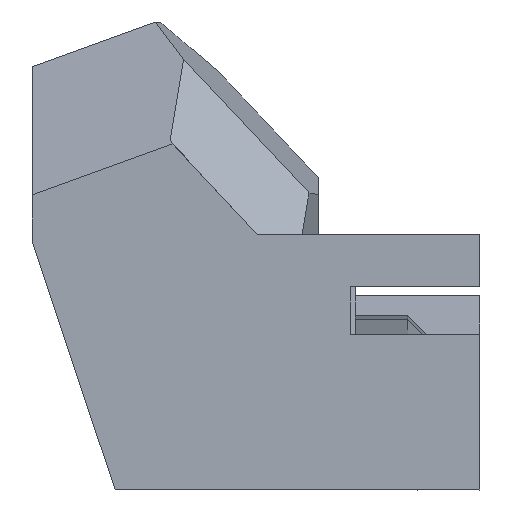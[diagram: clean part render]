
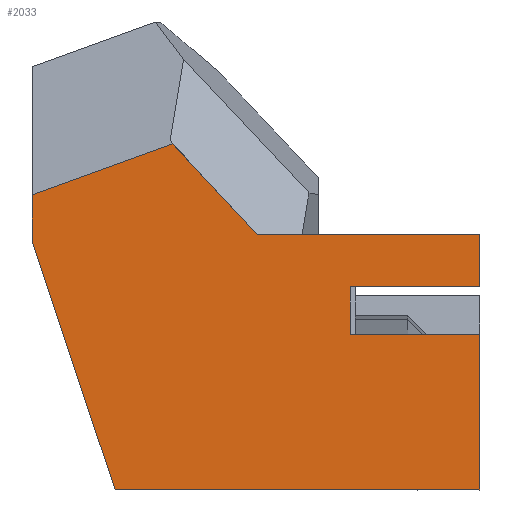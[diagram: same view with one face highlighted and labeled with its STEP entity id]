
A CAD part, front view. The second image highlights one B-rep face of the part: STEP entity #2033.
In plain terms, the highlighted planar face has unit normal (0, -1, 0).
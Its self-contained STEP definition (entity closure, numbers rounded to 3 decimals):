
#1628 = VERTEX_POINT('',#1629);
#1629 = CARTESIAN_POINT('',(-4.125,-107.529,
    -25.511));
#1635 = EDGE_CURVE('',#1636,#1628,#1638,.T.);
#1636 = VERTEX_POINT('',#1637);
#1637 = CARTESIAN_POINT('',(-18.796,-107.529,
    -25.511));
#1638 = LINE('',#1639,#1640);
#1639 = CARTESIAN_POINT('',(-8.65,-107.529,
    -25.511));
#1640 = VECTOR('',#1641,1.);
#1641 = DIRECTION('',(1.,0.,0.));
#1837 = VERTEX_POINT('',#1838);
#1838 = CARTESIAN_POINT('',(-13.073,-107.529,
    -15.24));
#1844 = EDGE_CURVE('',#1845,#1837,#1847,.T.);
#1845 = VERTEX_POINT('',#1846);
#1846 = CARTESIAN_POINT('',(-4.125,-107.529,
    -15.24));
#1847 = LINE('',#1848,#1849);
#1848 = CARTESIAN_POINT('',(-17.7,-107.529,
    -15.24));
#1849 = VECTOR('',#1850,1.);
#1850 = DIRECTION('',(-1.,0.,0.));
#1984 = VERTEX_POINT('',#1985);
#1985 = CARTESIAN_POINT('',(-4.125,-107.529,
    -19.24));
#1991 = EDGE_CURVE('',#1628,#1984,#1992,.T.);
#1992 = LINE('',#1993,#1994);
#1993 = CARTESIAN_POINT('',(-4.125,-107.529,
    -19.808));
#1994 = VECTOR('',#1995,1.);
#1995 = DIRECTION('',(0.,0.,1.));
#2007 = VERTEX_POINT('',#2008);
#2008 = CARTESIAN_POINT('',(-16.474,-107.529,
    -11.581));
#2016 = EDGE_CURVE('',#1837,#2007,#2017,.T.);
#2017 = LINE('',#2018,#2019);
#2018 = CARTESIAN_POINT('',(-16.417,-107.529,
    -11.641));
#2019 = VECTOR('',#2020,1.);
#2020 = DIRECTION('',(-0.681,0.,0.733));
#2033 = ADVANCED_FACE('',(#2034),#2092,.F.);
#2034 = FACE_BOUND('',#2035,.T.);
#2035 = EDGE_LOOP('',(#2036,#2044,#2052,#2058,#2059,#2060,#2068,#2076,
    #2084,#2090,#2091));
#2036 = ORIENTED_EDGE('',*,*,#2037,.F.);
#2037 = EDGE_CURVE('',#2038,#2007,#2040,.T.);
#2038 = VERTEX_POINT('',#2039);
#2039 = CARTESIAN_POINT('',(-22.125,-107.529,
    -13.632));
#2040 = LINE('',#2041,#2042);
#2041 = CARTESIAN_POINT('',(-15.693,-107.529,
    -11.298));
#2042 = VECTOR('',#2043,1.);
#2043 = DIRECTION('',(0.94,0.,0.341));
#2044 = ORIENTED_EDGE('',*,*,#2045,.T.);
#2045 = EDGE_CURVE('',#2038,#2046,#2048,.T.);
#2046 = VERTEX_POINT('',#2047);
#2047 = CARTESIAN_POINT('',(-22.125,-107.529,
    -15.54));
#2048 = LINE('',#2049,#2050);
#2049 = CARTESIAN_POINT('',(-22.125,-107.529,
    -23.433));
#2050 = VECTOR('',#2051,1.);
#2051 = DIRECTION('',(0.,0.,-1.));
#2052 = ORIENTED_EDGE('',*,*,#2053,.T.);
#2053 = EDGE_CURVE('',#2046,#1636,#2054,.T.);
#2054 = LINE('',#2055,#2056);
#2055 = CARTESIAN_POINT('',(-19.286,-107.529,
    -24.045));
#2056 = VECTOR('',#2057,1.);
#2057 = DIRECTION('',(0.317,0.,-0.949));
#2058 = ORIENTED_EDGE('',*,*,#1635,.T.);
#2059 = ORIENTED_EDGE('',*,*,#1991,.T.);
#2060 = ORIENTED_EDGE('',*,*,#2061,.T.);
#2061 = EDGE_CURVE('',#1984,#2062,#2064,.T.);
#2062 = VERTEX_POINT('',#2063);
#2063 = CARTESIAN_POINT('',(-9.325,-107.529,
    -19.24));
#2064 = LINE('',#2065,#2066);
#2065 = CARTESIAN_POINT('',(-11.25,-107.529,
    -19.24));
#2066 = VECTOR('',#2067,1.);
#2067 = DIRECTION('',(-1.,0.,0.));
#2068 = ORIENTED_EDGE('',*,*,#2069,.T.);
#2069 = EDGE_CURVE('',#2062,#2070,#2072,.T.);
#2070 = VERTEX_POINT('',#2071);
#2071 = CARTESIAN_POINT('',(-9.325,-107.529,
    -17.34));
#2072 = LINE('',#2073,#2074);
#2073 = CARTESIAN_POINT('',(-9.325,-107.529,
    -18.858));
#2074 = VECTOR('',#2075,1.);
#2075 = DIRECTION('',(0.,0.,1.));
#2076 = ORIENTED_EDGE('',*,*,#2077,.T.);
#2077 = EDGE_CURVE('',#2070,#2078,#2080,.T.);
#2078 = VERTEX_POINT('',#2079);
#2079 = CARTESIAN_POINT('',(-4.125,-107.529,
    -17.34));
#2080 = LINE('',#2081,#2082);
#2081 = CARTESIAN_POINT('',(-8.65,-107.529,
    -17.34));
#2082 = VECTOR('',#2083,1.);
#2083 = DIRECTION('',(1.,0.,0.));
#2084 = ORIENTED_EDGE('',*,*,#2085,.T.);
#2085 = EDGE_CURVE('',#2078,#1845,#2086,.T.);
#2086 = LINE('',#2087,#2088);
#2087 = CARTESIAN_POINT('',(-4.125,-107.529,
    -17.808));
#2088 = VECTOR('',#2089,1.);
#2089 = DIRECTION('',(0.,0.,1.));
#2090 = ORIENTED_EDGE('',*,*,#1844,.T.);
#2091 = ORIENTED_EDGE('',*,*,#2016,.T.);
#2092 = PLANE('',#2093);
#2093 = AXIS2_PLACEMENT_3D('',#2094,#2095,#2096);
#2094 = CARTESIAN_POINT('',(-13.175,-107.529,
    -20.376));
#2095 = DIRECTION('',(0.,1.,0.));
#2096 = DIRECTION('',(-1.,0.,0.));
